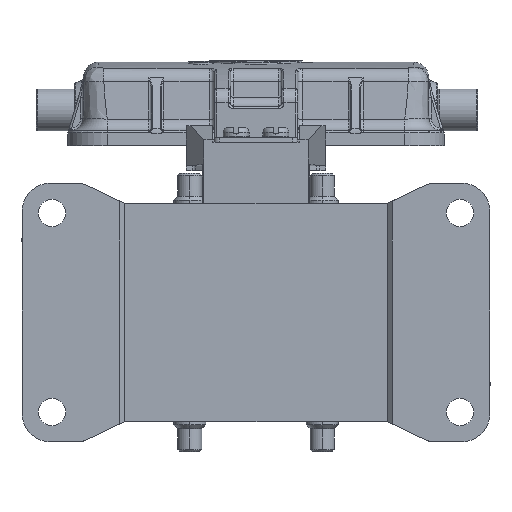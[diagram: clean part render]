
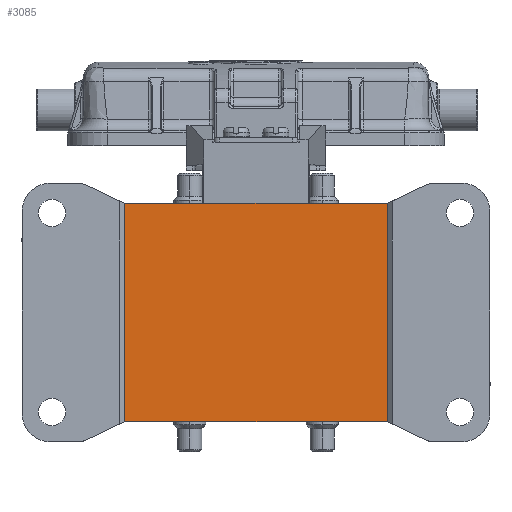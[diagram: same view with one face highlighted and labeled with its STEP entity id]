
A CAD part, front view. The second image highlights one B-rep face of the part: STEP entity #3085.
In plain terms, the highlighted planar face has unit normal (0, -1, 0).
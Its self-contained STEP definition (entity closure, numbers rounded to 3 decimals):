
#765=B_SPLINE_CURVE_WITH_KNOTS('',3,(#39776,#39777,#39778,#39779),
 .UNSPECIFIED.,.F.,.F.,(4,4),(0.,1.),.UNSPECIFIED.);
#888=B_SPLINE_CURVE_WITH_KNOTS('',3,(#41756,#41757,#41758,#41759),
 .UNSPECIFIED.,.F.,.F.,(4,4),(0.,1.),.UNSPECIFIED.);
#890=B_SPLINE_CURVE_WITH_KNOTS('',3,(#41776,#41777,#41778,#41779,#41780,
#41781,#41782),.UNSPECIFIED.,.F.,.F.,(4,3,4),(0.,0.969,1.),
 .UNSPECIFIED.);
#892=B_SPLINE_CURVE_WITH_KNOTS('',3,(#41793,#41794,#41795,#41796),
 .UNSPECIFIED.,.F.,.F.,(4,4),(0.,1.),.UNSPECIFIED.);
#894=B_SPLINE_CURVE_WITH_KNOTS('',3,(#41803,#41804,#41805,#41806,#41807,
#41808,#41809),.UNSPECIFIED.,.F.,.F.,(4,3,4),(0.,0.03,1.),
 .UNSPECIFIED.);
#895=B_SPLINE_CURVE_WITH_KNOTS('',3,(#41810,#41811,#41812,#41813,#41814,
#41815,#41816,#41817,#41818,#41819),.UNSPECIFIED.,.F.,.F.,(4,3,3,4),(0.,
0.03,0.97,1.),.UNSPECIFIED.);
#896=B_SPLINE_CURVE_WITH_KNOTS('',3,(#41821,#41822,#41823,#41824),
 .UNSPECIFIED.,.F.,.F.,(4,4),(0.,1.),.UNSPECIFIED.);
#897=B_SPLINE_CURVE_WITH_KNOTS('',3,(#41826,#41827,#41828,#41829,#41830,
#41831,#41832),.UNSPECIFIED.,.F.,.F.,(4,3,4),(0.,0.03,1.),
 .UNSPECIFIED.);
#2010=PLANE('',#27083);
#3085=ADVANCED_FACE('',(#5265),#2010,.T.);
#5265=FACE_OUTER_BOUND('',#6799,.T.);
#6799=EDGE_LOOP('',(#13544,#13545,#13546,#13547,#13548,#13549,#13550,#13551));
#13544=ORIENTED_EDGE('',*,*,#22719,.F.);
#13545=ORIENTED_EDGE('',*,*,#21976,.T.);
#13546=ORIENTED_EDGE('',*,*,#22725,.F.);
#13547=ORIENTED_EDGE('',*,*,#22712,.F.);
#13548=ORIENTED_EDGE('',*,*,#22726,.F.);
#13549=ORIENTED_EDGE('',*,*,#22727,.F.);
#13550=ORIENTED_EDGE('',*,*,#22728,.F.);
#13551=ORIENTED_EDGE('',*,*,#22723,.F.);
#19369=VERTEX_POINT('',#39775);
#19370=VERTEX_POINT('',#39780);
#19851=VERTEX_POINT('',#41755);
#19852=VERTEX_POINT('',#41760);
#19857=VERTEX_POINT('',#41783);
#19860=VERTEX_POINT('',#41797);
#19861=VERTEX_POINT('',#41820);
#19862=VERTEX_POINT('',#41825);
#21976=EDGE_CURVE('',#19370,#19369,#765,.T.);
#22712=EDGE_CURVE('',#19851,#19852,#888,.T.);
#22719=EDGE_CURVE('',#19370,#19857,#890,.T.);
#22723=EDGE_CURVE('',#19857,#19860,#892,.T.);
#22725=EDGE_CURVE('',#19852,#19369,#894,.T.);
#22726=EDGE_CURVE('',#19861,#19851,#895,.T.);
#22727=EDGE_CURVE('',#19862,#19861,#896,.T.);
#22728=EDGE_CURVE('',#19860,#19862,#897,.T.);
#27083=AXIS2_PLACEMENT_3D('',#41833,#30831,#30832);
#30831=DIRECTION('',(0.,-1.,0.));
#30832=DIRECTION('',(-1.,0.,0.));
#39775=CARTESIAN_POINT('',(-0.65,50.375,62.434));
#39776=CARTESIAN_POINT('',(52.055,50.375,62.434));
#39777=CARTESIAN_POINT('',(34.487,50.375,62.434));
#39778=CARTESIAN_POINT('',(16.918,50.375,62.434));
#39779=CARTESIAN_POINT('',(-0.65,50.375,62.434));
#39780=CARTESIAN_POINT('',(52.055,50.375,62.434));
#41755=CARTESIAN_POINT('',(-0.668,50.375,18.593));
#41756=CARTESIAN_POINT('',(-0.668,50.376,18.593));
#41757=CARTESIAN_POINT('',(-0.668,50.376,33.209));
#41758=CARTESIAN_POINT('',(-0.668,50.376,47.826));
#41759=CARTESIAN_POINT('',(-0.668,50.376,62.442));
#41760=CARTESIAN_POINT('',(-0.668,50.375,62.442));
#41776=CARTESIAN_POINT('',(52.055,50.375,62.434));
#41777=CARTESIAN_POINT('',(52.061,50.375,62.436));
#41778=CARTESIAN_POINT('',(52.066,50.375,62.439));
#41779=CARTESIAN_POINT('',(52.072,50.375,62.442));
#41780=CARTESIAN_POINT('',(52.072,50.375,62.442));
#41781=CARTESIAN_POINT('',(52.072,50.375,62.442));
#41782=CARTESIAN_POINT('',(52.073,50.375,62.442));
#41783=CARTESIAN_POINT('',(52.073,50.375,62.442));
#41793=CARTESIAN_POINT('',(52.073,50.376,62.442));
#41794=CARTESIAN_POINT('',(52.073,50.376,47.825));
#41795=CARTESIAN_POINT('',(52.073,50.376,33.209));
#41796=CARTESIAN_POINT('',(52.073,50.376,18.593));
#41797=CARTESIAN_POINT('',(52.073,50.375,18.593));
#41803=CARTESIAN_POINT('',(-0.668,50.375,62.442));
#41804=CARTESIAN_POINT('',(-0.668,50.375,62.442));
#41805=CARTESIAN_POINT('',(-0.668,50.375,62.442));
#41806=CARTESIAN_POINT('',(-0.667,50.375,62.442));
#41807=CARTESIAN_POINT('',(-0.662,50.375,62.439));
#41808=CARTESIAN_POINT('',(-0.656,50.375,62.436));
#41809=CARTESIAN_POINT('',(-0.65,50.375,62.434));
#41810=CARTESIAN_POINT('',(-0.649,50.375,18.601));
#41811=CARTESIAN_POINT('',(-0.65,50.375,18.601));
#41812=CARTESIAN_POINT('',(-0.65,50.375,18.601));
#41813=CARTESIAN_POINT('',(-0.65,50.375,18.601));
#41814=CARTESIAN_POINT('',(-0.656,50.375,18.598));
#41815=CARTESIAN_POINT('',(-0.661,50.375,18.596));
#41816=CARTESIAN_POINT('',(-0.667,50.375,18.593));
#41817=CARTESIAN_POINT('',(-0.667,50.375,18.593));
#41818=CARTESIAN_POINT('',(-0.667,50.375,18.593));
#41819=CARTESIAN_POINT('',(-0.668,50.375,18.593));
#41820=CARTESIAN_POINT('',(-0.65,50.375,18.601));
#41821=CARTESIAN_POINT('',(52.055,50.375,18.601));
#41822=CARTESIAN_POINT('',(34.487,50.375,18.601));
#41823=CARTESIAN_POINT('',(16.918,50.375,18.601));
#41824=CARTESIAN_POINT('',(-0.65,50.375,18.601));
#41825=CARTESIAN_POINT('',(52.055,50.375,18.601));
#41826=CARTESIAN_POINT('',(52.073,50.375,18.592));
#41827=CARTESIAN_POINT('',(52.073,50.375,18.592));
#41828=CARTESIAN_POINT('',(52.073,50.375,18.593));
#41829=CARTESIAN_POINT('',(52.073,50.375,18.593));
#41830=CARTESIAN_POINT('',(52.067,50.375,18.595));
#41831=CARTESIAN_POINT('',(52.061,50.375,18.598));
#41832=CARTESIAN_POINT('',(52.055,50.375,18.601));
#41833=CARTESIAN_POINT('',(25.703,50.375,40.517));
